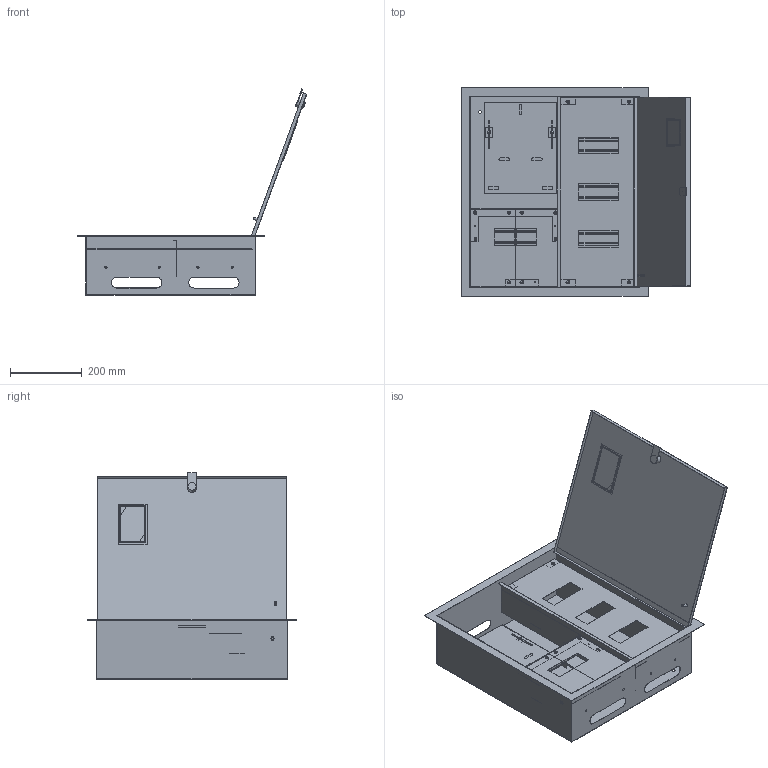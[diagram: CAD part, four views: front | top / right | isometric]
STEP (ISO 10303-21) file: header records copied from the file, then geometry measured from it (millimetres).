
FILE_DESCRIPTION (( 'STEP AP214' ), '1' );
FILE_NAME ('ShURV-3_24zo-1.STEP', '2017-01-11T07:25:59', ( 'user' ), ( '' ), 'SwSTEP 2.0', 'SolidWorks 2014', '' );
FILE_SCHEMA (( 'AUTOMOTIVE_DESIGN' ));
Length unit declared in the file: millimetre
Products named in the file (11): SC GOST 17473_gost_‚¨­â A.M5x10 ƒŽ‘’ 17473-80; STEKLO_IEK; Obolochka_SHURV_3_24; DIN-Reika_3; Dver_SHURV_3_18; Panel_D_-01; ShURV-3_24zo-1; Panel_Prav_-01; Panel_Lev_-01; DIN-Reika_4; Panel
Assembly tree (31 placements, depth 2):
  ShURV-3_24zo-1
    Obolochka_SHURV_3_24
    DIN-Reika_4
    Panel
    Panel_Lev_-01
    Panel_Prav_-01
    Dver_SHURV_3_18
    STEKLO_IEK
    SC GOST 17473_gost_‚¨­â A.M5x10 ƒŽ‘’ 17473-80  x20
    DIN-Reika_3  x3
    Panel_D_-01
Bounding box: 638.69 x 580 x 574.22 mm (x, y, z)
Volume: 1093958.5 mm3; surface area: 2435559.9 mm2
Topology: 34 solids, 34 shells, 791 faces, 1882 edges, 1206 vertices
Faces by surface type: plane 515, cylinder 222, sphere 40, cone 14
Entity records: 17060 total; most frequent: DIRECTION 2850, CARTESIAN_POINT 2816, ORIENTED_EDGE 2728, EDGE_CURVE 1364, VECTOR 1018, LINE 1018, AXIS2_PLACEMENT_3D 916, VERTEX_POINT 882
